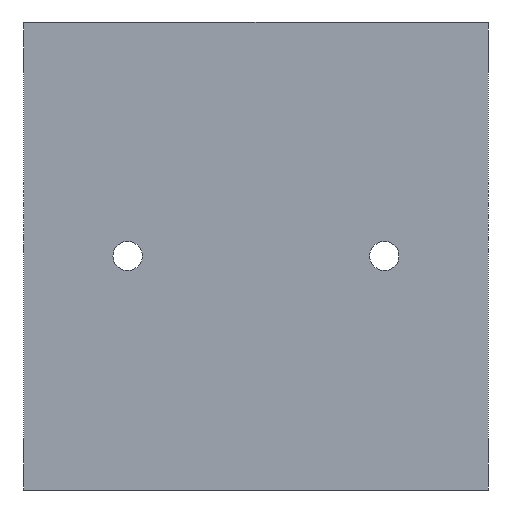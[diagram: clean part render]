
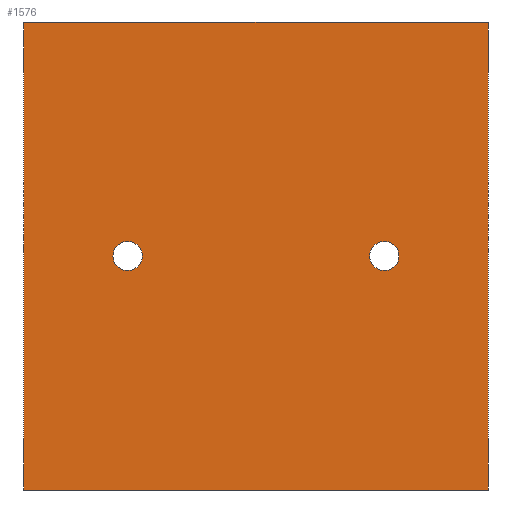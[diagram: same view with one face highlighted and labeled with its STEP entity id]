
A CAD part, front view. The second image highlights one B-rep face of the part: STEP entity #1576.
In plain terms, the highlighted planar face has unit normal (0, -1, 0).
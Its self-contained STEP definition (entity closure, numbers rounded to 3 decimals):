
#43=FACE_BOUND('',#283,.T.);
#44=FACE_BOUND('',#284,.T.);
#96=PLANE('',#1738);
#184=FACE_OUTER_BOUND('',#282,.T.);
#282=EDGE_LOOP('',(#1453,#1454,#1455,#1456));
#283=EDGE_LOOP('',(#1457));
#284=EDGE_LOOP('',(#1458));
#289=LINE('',#2209,#443);
#297=LINE('',#2230,#451);
#320=LINE('',#2286,#474);
#346=LINE('',#2356,#500);
#443=VECTOR('',#1755,10.);
#451=VECTOR('',#1771,10.);
#474=VECTOR('',#1810,10.);
#500=VECTOR('',#1864,10.);
#623=CIRCLE('',#1638,2.25);
#630=CIRCLE('',#1649,2.25);
#655=VERTEX_POINT('',#2206);
#656=VERTEX_POINT('',#2208);
#665=VERTEX_POINT('',#2228);
#690=VERTEX_POINT('',#2284);
#744=VERTEX_POINT('',#2420);
#750=VERTEX_POINT('',#2439);
#800=EDGE_CURVE('',#655,#656,#289,.T.);
#811=EDGE_CURVE('',#665,#655,#297,.T.);
#839=EDGE_CURVE('',#690,#665,#320,.T.);
#875=EDGE_CURVE('',#656,#690,#346,.T.);
#910=EDGE_CURVE('',#744,#744,#623,.T.);
#919=EDGE_CURVE('',#750,#750,#630,.T.);
#1453=ORIENTED_EDGE('',*,*,#839,.F.);
#1454=ORIENTED_EDGE('',*,*,#875,.F.);
#1455=ORIENTED_EDGE('',*,*,#800,.F.);
#1456=ORIENTED_EDGE('',*,*,#811,.F.);
#1457=ORIENTED_EDGE('',*,*,#910,.T.);
#1458=ORIENTED_EDGE('',*,*,#919,.T.);
#1576=ADVANCED_FACE('',(#184,#43,#44),#96,.F.);
#1638=AXIS2_PLACEMENT_3D('',#2422,#1922,#1923);
#1649=AXIS2_PLACEMENT_3D('',#2441,#1946,#1947);
#1738=AXIS2_PLACEMENT_3D('',#2787,#2189,#2190);
#1755=DIRECTION('',(0.,0.,1.));
#1771=DIRECTION('',(-1.,0.,0.));
#1810=DIRECTION('',(0.,0.,-1.));
#1864=DIRECTION('',(1.,0.,0.));
#1922=DIRECTION('center_axis',(0.,1.,0.));
#1923=DIRECTION('ref_axis',(0.,0.,1.));
#1946=DIRECTION('center_axis',(0.,1.,0.));
#1947=DIRECTION('ref_axis',(0.,0.,1.));
#2189=DIRECTION('center_axis',(0.,1.,0.));
#2190=DIRECTION('ref_axis',(1.,0.,0.));
#2206=CARTESIAN_POINT('',(-11.5,-3.,-55.));
#2208=CARTESIAN_POINT('',(-11.5,-3.,17.));
#2209=CARTESIAN_POINT('',(-11.5,-3.,-37.));
#2228=CARTESIAN_POINT('',(60.,-3.,-55.));
#2230=CARTESIAN_POINT('',(42.125,-3.,-55.));
#2284=CARTESIAN_POINT('',(60.,-3.,17.));
#2286=CARTESIAN_POINT('',(60.,-3.,-1.));
#2356=CARTESIAN_POINT('',(6.375,-3.,17.));
#2420=CARTESIAN_POINT('',(44.,-3.,-21.25));
#2422=CARTESIAN_POINT('Origin',(44.,-3.,-19.));
#2439=CARTESIAN_POINT('',(4.5,-3.,-21.25));
#2441=CARTESIAN_POINT('Origin',(4.5,-3.,-19.));
#2787=CARTESIAN_POINT('Origin',(24.25,-3.,-19.));
